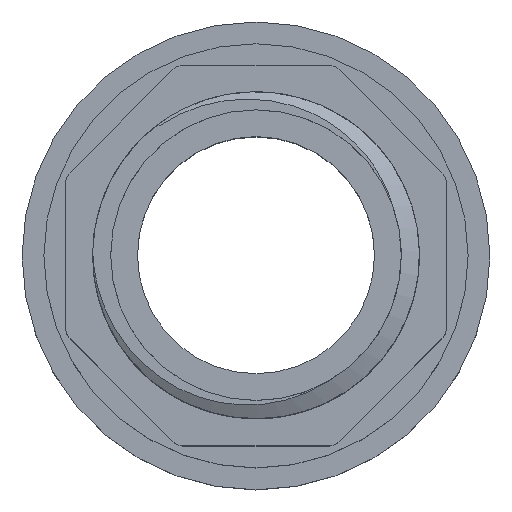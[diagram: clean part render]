
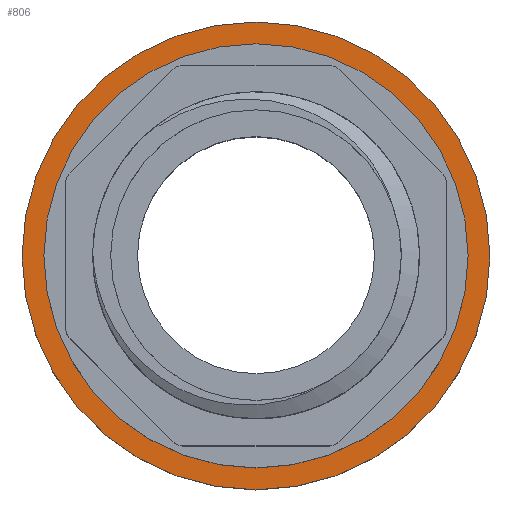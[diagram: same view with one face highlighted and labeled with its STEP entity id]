
A CAD part, top view. The second image highlights one B-rep face of the part: STEP entity #806.
In plain terms, the highlighted planar face has unit normal (0, 0, 1).
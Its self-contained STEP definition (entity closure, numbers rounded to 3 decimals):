
#19=FACE_BOUND('',#117,.T.);
#29=PLANE('',#885);
#66=FACE_OUTER_BOUND('',#116,.T.);
#116=EDGE_LOOP('',(#664));
#117=EDGE_LOOP('',(#665));
#157=CIRCLE('',#884,15.);
#158=CIRCLE('',#886,13.6);
#372=VERTEX_POINT('',#4926);
#373=VERTEX_POINT('',#4930);
#475=EDGE_CURVE('',#372,#372,#157,.T.);
#476=EDGE_CURVE('',#373,#373,#158,.T.);
#664=ORIENTED_EDGE('',*,*,#475,.F.);
#665=ORIENTED_EDGE('',*,*,#476,.T.);
#806=ADVANCED_FACE('',(#66,#19),#29,.T.);
#884=AXIS2_PLACEMENT_3D('',#4928,#1035,#1036);
#885=AXIS2_PLACEMENT_3D('',#4929,#1037,#1038);
#886=AXIS2_PLACEMENT_3D('',#4931,#1039,#1040);
#1035=DIRECTION('center_axis',(0.,0.,-1.));
#1036=DIRECTION('ref_axis',(0.,-1.,0.));
#1037=DIRECTION('center_axis',(0.,0.,1.));
#1038=DIRECTION('ref_axis',(0.,-1.,0.));
#1039=DIRECTION('center_axis',(0.,0.,-1.));
#1040=DIRECTION('ref_axis',(0.,1.,0.));
#4926=CARTESIAN_POINT('',(0.,-15.,5.));
#4928=CARTESIAN_POINT('Origin',(0.,0.,5.));
#4929=CARTESIAN_POINT('Origin',(-15.,0.,5.));
#4930=CARTESIAN_POINT('',(0.,-13.6,5.));
#4931=CARTESIAN_POINT('Origin',(0.,0.,5.));
